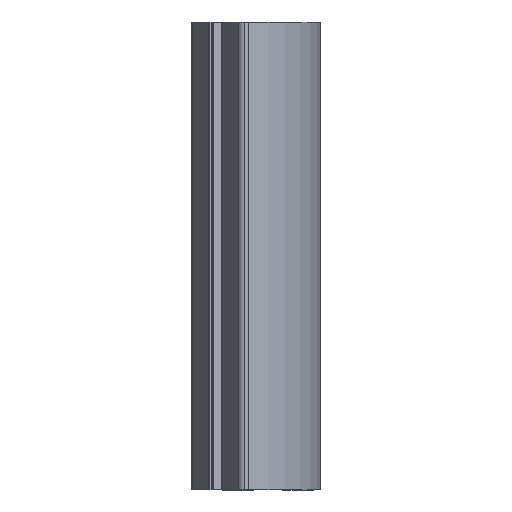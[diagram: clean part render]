
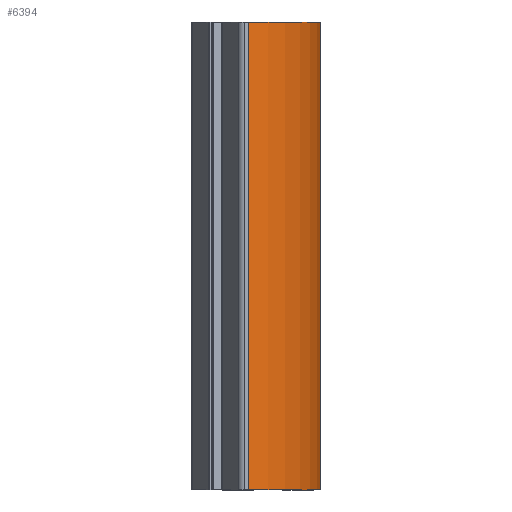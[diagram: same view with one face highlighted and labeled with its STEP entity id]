
A CAD part, top view. The second image highlights one B-rep face of the part: STEP entity #6394.
In plain terms, the highlighted cylindrical face has radius 67.5 mm (diameter 135 mm), a partial arc.
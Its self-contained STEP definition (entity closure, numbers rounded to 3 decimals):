
#59 = LINE ( 'NONE', #233, #6426 ) ;
#233 = CARTESIAN_POINT ( 'NONE',  ( 28.456, 0., -19.36 ) ) ;
#641 = CARTESIAN_POINT ( 'NONE',  ( 28.456, 200., -19.36 ) ) ;
#731 = VERTEX_POINT ( 'NONE', #6435 ) ;
#904 = EDGE_CURVE ( 'NONE', #3244, #5369, #6528, .T. ) ;
#906 = DIRECTION ( 'NONE',  ( 0., -1., 0. ) ) ;
#1557 = AXIS2_PLACEMENT_3D ( 'NONE', #1930, #3506, #6062 ) ;
#1712 = EDGE_LOOP ( 'NONE', ( #4057, #3802, #4922, #3351 ) ) ;
#1755 = CIRCLE ( 'NONE', #6107, 67.5 ) ;
#1838 = CIRCLE ( 'NONE', #3957, 67.5 ) ;
#1930 = CARTESIAN_POINT ( 'NONE',  ( -38.971, 0., -22.5 ) ) ;
#1977 = VECTOR ( 'NONE', #906, 1000. ) ;
#2005 = VERTEX_POINT ( 'NONE', #641 ) ;
#2032 = CARTESIAN_POINT ( 'NONE',  ( -38.971, 0., -22.5 ) ) ;
#2600 = CARTESIAN_POINT ( 'NONE',  ( -2.539, 0., 34.324 ) ) ;
#2704 = EDGE_CURVE ( 'NONE', #731, #2005, #59, .T. ) ;
#3008 = CARTESIAN_POINT ( 'NONE',  ( -2.539, 200., 34.324 ) ) ;
#3244 = VERTEX_POINT ( 'NONE', #3008 ) ;
#3351 = ORIENTED_EDGE ( 'NONE', *, *, #904, .T. ) ;
#3506 = DIRECTION ( 'NONE',  ( 0., 1., 0. ) ) ;
#3653 = DIRECTION ( 'NONE',  ( 0., 0., 1. ) ) ;
#3802 = ORIENTED_EDGE ( 'NONE', *, *, #2704, .T. ) ;
#3857 = FACE_OUTER_BOUND ( 'NONE', #1712, .T. ) ;
#3957 = AXIS2_PLACEMENT_3D ( 'NONE', #5012, #6540, #5448 ) ;
#4057 = ORIENTED_EDGE ( 'NONE', *, *, #4890, .T. ) ;
#4121 = DIRECTION ( 'NONE',  ( 0., 1., 0. ) ) ;
#4483 = DIRECTION ( 'NONE',  ( 0., 1., 0. ) ) ;
#4630 = EDGE_CURVE ( 'NONE', #2005, #3244, #1838, .T. ) ;
#4890 = EDGE_CURVE ( 'NONE', #5369, #731, #1755, .T. ) ;
#4922 = ORIENTED_EDGE ( 'NONE', *, *, #4630, .T. ) ;
#5012 = CARTESIAN_POINT ( 'NONE',  ( -38.971, 200., -22.5 ) ) ;
#5102 = CYLINDRICAL_SURFACE ( 'NONE', #1557, 67.5 ) ;
#5369 = VERTEX_POINT ( 'NONE', #5703 ) ;
#5448 = DIRECTION ( 'NONE',  ( 0., 0., 1. ) ) ;
#5703 = CARTESIAN_POINT ( 'NONE',  ( -2.539, 0., 34.324 ) ) ;
#6062 = DIRECTION ( 'NONE',  ( 0., 0., 1. ) ) ;
#6107 = AXIS2_PLACEMENT_3D ( 'NONE', #2032, #4121, #3653 ) ;
#6394 = ADVANCED_FACE ( 'NONE', ( #3857 ), #5102, .T. ) ;
#6426 = VECTOR ( 'NONE', #4483, 1000. ) ;
#6435 = CARTESIAN_POINT ( 'NONE',  ( 28.456, 0., -19.36 ) ) ;
#6528 = LINE ( 'NONE', #2600, #1977 ) ;
#6540 = DIRECTION ( 'NONE',  ( 0., -1., 0. ) ) ;
